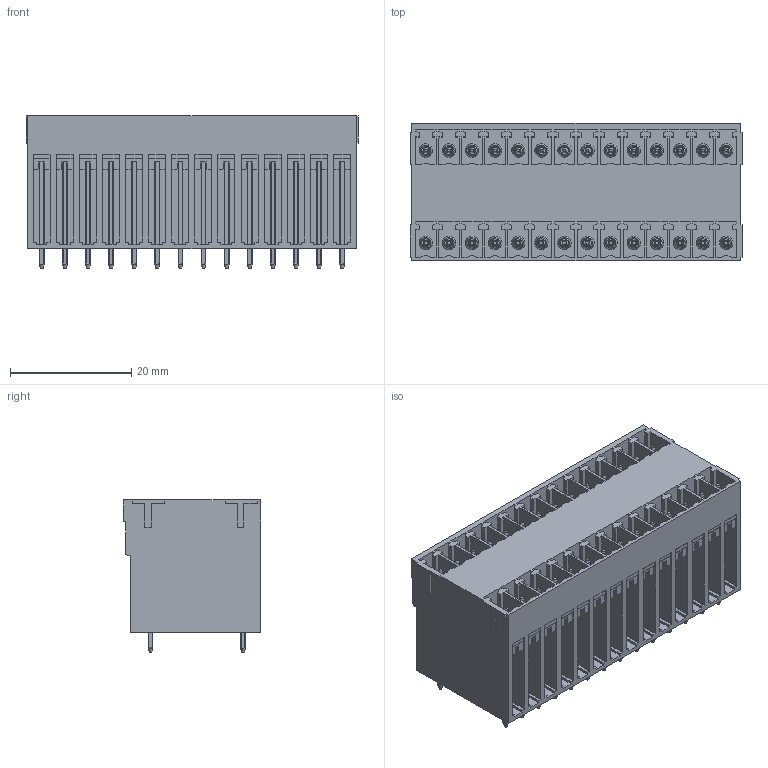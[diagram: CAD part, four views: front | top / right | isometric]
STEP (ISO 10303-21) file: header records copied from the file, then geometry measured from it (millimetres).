
FILE_DESCRIPTION(('CATIA V5 STEP Exchange','CAx-IF Rec.Pracs.--- Model Styling and Organization---1.2---2011-12-15'),'2;1');
FILE_NAME ('D1447183_0_1031080000_1031080000.stp','2018-10-06T04:24:39+00:00',('none'),('Weidmueller'),'CATIA Version 5-6 Release 2014','CATIA V5 STEP AP214','none');
FILE_SCHEMA(('AUTOMOTIVE_DESIGN { 1 0 10303 214 1 1 1 1 }'));
Length unit declared in the file: millimetre
Products named in the file (1): 1031080000
Bounding box: 54.73 x 22.7 x 25.1 mm (x, y, z)
Volume: 21083.5 mm3; surface area: 14073.7 mm2
Topology: 29 solids, 29 shells, 1598 faces, 4354 edges, 2884 vertices
Faces by surface type: plane 1064, cylinder 310, cone 168, torus 56
Entity records: 50731 total; most frequent: CARTESIAN_POINT 14681, ORIENTED_EDGE 8708, DIRECTION 5264, EDGE_CURVE 4354, VECTOR 3062, LINE 3062, VERTEX_POINT 2884, EDGE_LOOP 1752
